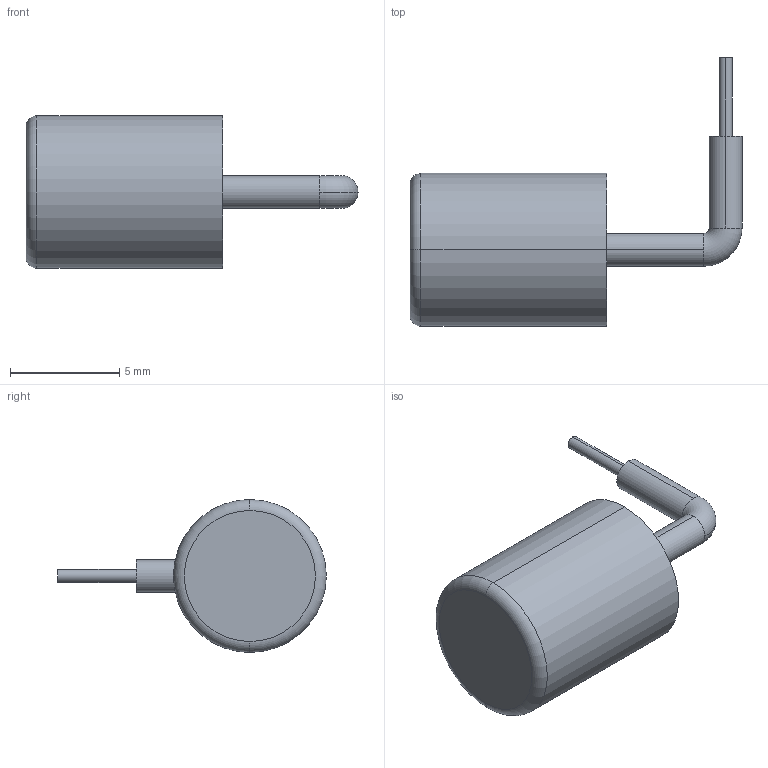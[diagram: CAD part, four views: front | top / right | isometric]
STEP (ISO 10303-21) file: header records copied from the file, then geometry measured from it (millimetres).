
FILE_DESCRIPTION (( 'STEP AP214' ), '1' );
FILE_NAME ('LCANRBD1058_3D.step', '2024-07-22T22:06:18', ( '' ), ( '' ), 'SwSTEP 2.0', 'SolidWorks 2022', '' );
FILE_SCHEMA (( 'AUTOMOTIVE_DESIGN' ));
Length unit declared in the file: millimetre
Products named in the file (1): LCANRBD1058_3D
Bounding box: 15.2 x 12.3 x 7 mm (x, y, z)
Volume: 357.7 mm3; surface area: 330.9 mm2
Topology: 1 solids, 1 shells, 19 faces, 40 edges, 26 vertices
Faces by surface type: cylinder 10, plane 5, torus 4
Entity records: 738 total; most frequent: DIRECTION 110, CARTESIAN_POINT 86, ORIENTED_EDGE 80, AXIS2_PLACEMENT_3D 50, EDGE_CURVE 40, CIRCLE 30, VERTEX_POINT 26, EDGE_LOOP 22
